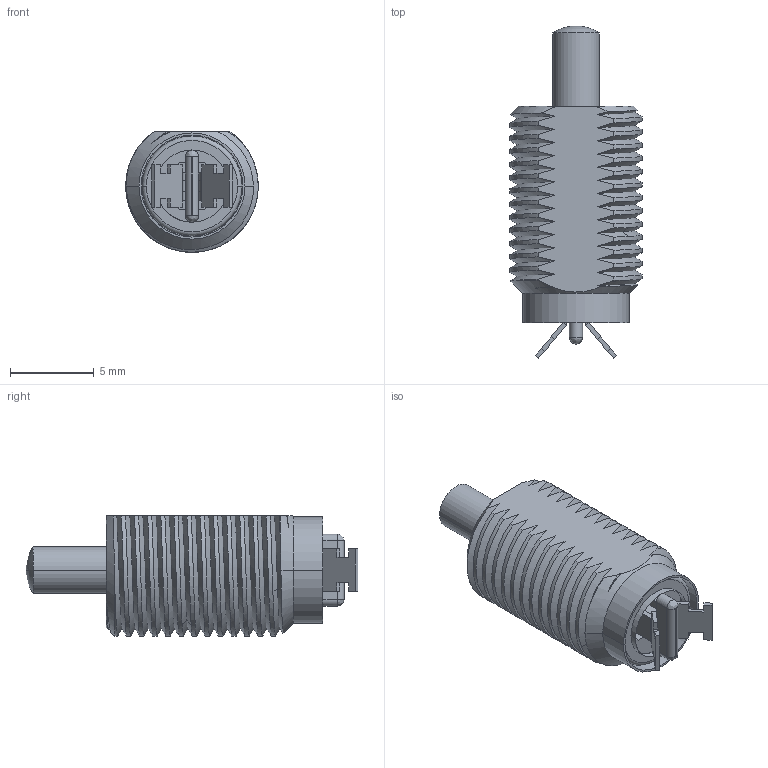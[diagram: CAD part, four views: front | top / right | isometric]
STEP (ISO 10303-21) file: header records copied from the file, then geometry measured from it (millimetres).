
FILE_DESCRIPTION((''),'2;1');
FILE_NAME('39-702_ASM','2014-09-11T',('gdreher'),(''),'PRO/ENGINEER BY PARAMETRIC TECHNOLOGY CORPORATION, 2011490','PRO/ENGINEER BY PARAMETRIC TECHNOLOGY CORPORATION, 2011490','');
FILE_SCHEMA(('CONFIG_CONTROL_DESIGN'));
Length unit declared in the file: inch
Products named in the file (6): 39C2174-X; 39Z1106-1; 39B2051; 39L1052-FORMED; 39XX2013-1_ASM; 39-702_ASM
Assembly tree (6 placements, depth 3):
  39-702_ASM
    39C2174-X
    39Z1106-1
    39XX2013-1_ASM
      39B2051
      39L1052-FORMED  x2
Bounding box: 7.92 x 19.86 x 7.21 mm (x, y, z)
Volume: 401.1 mm3; surface area: 1051.6 mm2
Topology: 5 solids, 5 shells, 176 faces, 454 edges, 291 vertices
Faces by surface type: plane 75, cylinder 49, bspline 38, cone 10, sphere 2, torus 2
Entity records: 14337 total; most frequent: CARTESIAN_POINT 10740, ORIENTED_EDGE 780, DIRECTION 617, EDGE_CURVE 390, VERTEX_POINT 251, AXIS2_PLACEMENT_3D 219, VECTOR 179, LINE 179
